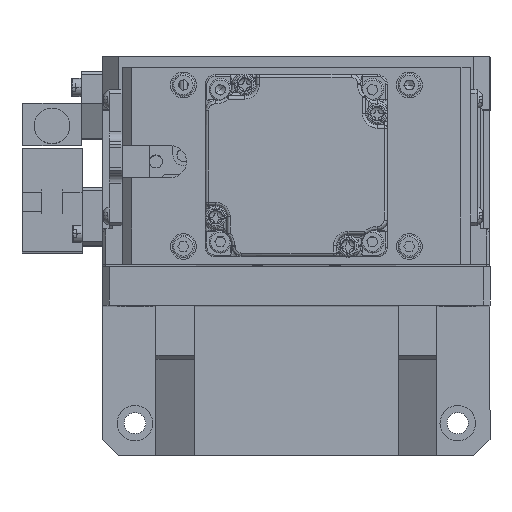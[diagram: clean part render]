
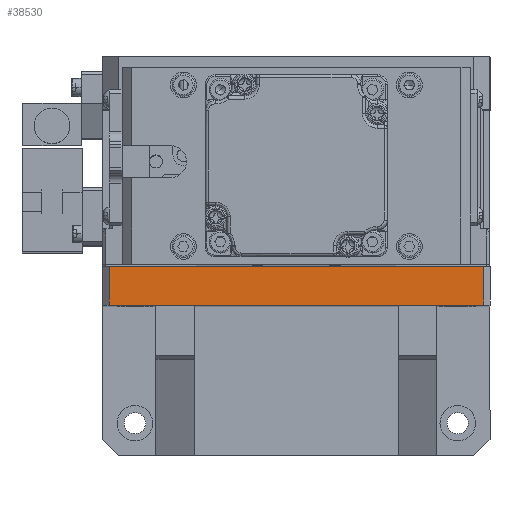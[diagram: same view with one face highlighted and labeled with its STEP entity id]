
A CAD part, top view. The second image highlights one B-rep face of the part: STEP entity #38530.
In plain terms, the highlighted planar face has unit normal (0, 0, 1).
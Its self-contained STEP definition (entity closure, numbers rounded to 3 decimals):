
#1042 = ORIENTED_EDGE ( 'NONE', *, *, #5656, .T. ) ;
#1442 = LINE ( 'NONE', #11684, #5218 ) ;
#5218 = VECTOR ( 'NONE', #17968, 1000. ) ;
#5656 = EDGE_CURVE ( 'NONE', #6592, #10434, #35758, .T. ) ;
#6469 = DIRECTION ( 'NONE',  ( 0., 0., -1. ) ) ;
#6530 = EDGE_CURVE ( 'NONE', #7796, #45288, #74132, .T. ) ;
#6592 = VERTEX_POINT ( 'NONE', #31858 ) ;
#7796 = VERTEX_POINT ( 'NONE', #62800 ) ;
#8124 = DIRECTION ( 'NONE',  ( 0., 1., 0. ) ) ;
#10434 = VERTEX_POINT ( 'NONE', #18093 ) ;
#11684 = CARTESIAN_POINT ( 'NONE',  ( -60., -12., 342. ) ) ;
#17968 = DIRECTION ( 'NONE',  ( -1., 0., 0. ) ) ;
#18093 = CARTESIAN_POINT ( 'NONE',  ( -58., -12., 342. ) ) ;
#18538 = DIRECTION ( 'NONE',  ( 0., 1., 0. ) ) ;
#20897 = VECTOR ( 'NONE', #73098, 1000. ) ;
#21412 = FACE_OUTER_BOUND ( 'NONE', #45461, .T. ) ;
#22286 = ORIENTED_EDGE ( 'NONE', *, *, #47097, .T. ) ;
#26591 = LINE ( 'NONE', #31566, #20897 ) ;
#29143 = VECTOR ( 'NONE', #70978, 1000. ) ;
#31566 = CARTESIAN_POINT ( 'NONE',  ( -60., 0., 342. ) ) ;
#31858 = CARTESIAN_POINT ( 'NONE',  ( -58., 0., 342. ) ) ;
#35758 = LINE ( 'NONE', #58631, #29143 ) ;
#36649 = AXIS2_PLACEMENT_3D ( 'NONE', #54112, #6469, #18538 ) ;
#38530 = ADVANCED_FACE ( 'NONE', ( #21412 ), #67009, .F. ) ;
#45288 = VERTEX_POINT ( 'NONE', #72374 ) ;
#45461 = EDGE_LOOP ( 'NONE', ( #22286, #1042, #46708, #54489 ) ) ;
#46708 = ORIENTED_EDGE ( 'NONE', *, *, #55920, .F. ) ;
#47097 = EDGE_CURVE ( 'NONE', #45288, #6592, #26591, .T. ) ;
#54112 = CARTESIAN_POINT ( 'NONE',  ( -60., -12., 342. ) ) ;
#54489 = ORIENTED_EDGE ( 'NONE', *, *, #6530, .T. ) ;
#55920 = EDGE_CURVE ( 'NONE', #7796, #10434, #1442, .T. ) ;
#58151 = VECTOR ( 'NONE', #8124, 1000. ) ;
#58631 = CARTESIAN_POINT ( 'NONE',  ( -58., -12., 342. ) ) ;
#62619 = CARTESIAN_POINT ( 'NONE',  ( 58., -12., 342. ) ) ;
#62800 = CARTESIAN_POINT ( 'NONE',  ( 58., -12., 342. ) ) ;
#67009 = PLANE ( 'NONE',  #36649 ) ;
#70978 = DIRECTION ( 'NONE',  ( 0., -1., 0. ) ) ;
#72374 = CARTESIAN_POINT ( 'NONE',  ( 58., 0., 342. ) ) ;
#73098 = DIRECTION ( 'NONE',  ( -1., 0., 0. ) ) ;
#74132 = LINE ( 'NONE', #62619, #58151 ) ;
